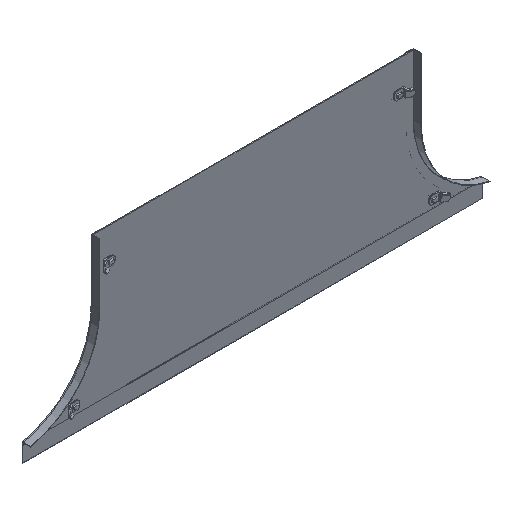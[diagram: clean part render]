
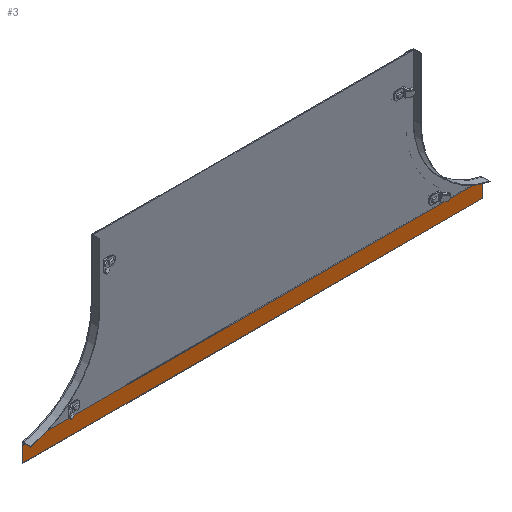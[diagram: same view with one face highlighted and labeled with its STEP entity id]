
A CAD part, isometric view. The second image highlights one B-rep face of the part: STEP entity #3.
In plain terms, the highlighted planar face has unit normal (0, -1, 0).
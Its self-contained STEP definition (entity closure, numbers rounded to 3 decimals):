
#3 = ADVANCED_FACE ( 'NONE', ( #1200 ), #556, .T. ) ;
#10 = CARTESIAN_POINT ( 'NONE',  ( 425., 0., -104.529 ) ) ;
#195 = CARTESIAN_POINT ( 'NONE',  ( 395.5, 0., -254.5 ) ) ;
#204 = DIRECTION ( 'NONE',  ( -1., 0., 0. ) ) ;
#221 = DIRECTION ( 'NONE',  ( 0., 0., -1. ) ) ;
#262 = LINE ( 'NONE', #1839, #894 ) ;
#300 = EDGE_CURVE ( 'NONE', #2050, #2677, #262, .T. ) ;
#315 = CARTESIAN_POINT ( 'NONE',  ( -395.5, 0., -104.529 ) ) ;
#413 = CARTESIAN_POINT ( 'NONE',  ( 395.5, 0., -254.914 ) ) ;
#484 = CARTESIAN_POINT ( 'NONE',  ( 395.5, 0., -282. ) ) ;
#538 = VECTOR ( 'NONE', #2002, 1000. ) ;
#556 = PLANE ( 'NONE',  #1267 ) ;
#655 = CARTESIAN_POINT ( 'NONE',  ( -395.5, 0., -254.5 ) ) ;
#745 = CARTESIAN_POINT ( 'NONE',  ( 395.5, 0., -281.529 ) ) ;
#747 = EDGE_CURVE ( 'NONE', #3068, #3319, #1987, .T. ) ;
#851 = DIRECTION ( 'NONE',  ( 0., -1., 0. ) ) ;
#894 = VECTOR ( 'NONE', #204, 1000. ) ;
#937 = CARTESIAN_POINT ( 'NONE',  ( -395.5, 0., -282. ) ) ;
#1022 = DIRECTION ( 'NONE',  ( 0., 0., 1. ) ) ;
#1200 = FACE_OUTER_BOUND ( 'NONE', #1943, .T. ) ;
#1267 = AXIS2_PLACEMENT_3D ( 'NONE', #10, #851, #2751 ) ;
#1548 = VERTEX_POINT ( 'NONE', #2815 ) ;
#1620 = LINE ( 'NONE', #745, #1706 ) ;
#1678 = VERTEX_POINT ( 'NONE', #484 ) ;
#1706 = VECTOR ( 'NONE', #221, 1000. ) ;
#1727 = CARTESIAN_POINT ( 'NONE',  ( 395.5, 0., -282. ) ) ;
#1785 = EDGE_CURVE ( 'NONE', #3319, #2677, #3262, .T. ) ;
#1809 = ORIENTED_EDGE ( 'NONE', *, *, #2270, .F. ) ;
#1820 = VECTOR ( 'NONE', #1022, 1000. ) ;
#1839 = CARTESIAN_POINT ( 'NONE',  ( 425., 0., -254.5 ) ) ;
#1857 = VECTOR ( 'NONE', #3079, 1000. ) ;
#1920 = ORIENTED_EDGE ( 'NONE', *, *, #1785, .F. ) ;
#1943 = EDGE_LOOP ( 'NONE', ( #2132, #2498, #3379, #1920, #2436, #1809 ) ) ;
#1960 = LINE ( 'NONE', #1727, #2722 ) ;
#1987 = LINE ( 'NONE', #2145, #1820 ) ;
#2002 = DIRECTION ( 'NONE',  ( 0., 0., 1. ) ) ;
#2030 = DIRECTION ( 'NONE',  ( -1., 0., 0. ) ) ;
#2050 = VERTEX_POINT ( 'NONE', #195 ) ;
#2132 = ORIENTED_EDGE ( 'NONE', *, *, #3412, .F. ) ;
#2145 = CARTESIAN_POINT ( 'NONE',  ( -395.5, 0., -281.529 ) ) ;
#2229 = LINE ( 'NONE', #413, #1857 ) ;
#2270 = EDGE_CURVE ( 'NONE', #1678, #3068, #1960, .T. ) ;
#2436 = ORIENTED_EDGE ( 'NONE', *, *, #747, .F. ) ;
#2498 = ORIENTED_EDGE ( 'NONE', *, *, #2700, .T. ) ;
#2677 = VERTEX_POINT ( 'NONE', #655 ) ;
#2700 = EDGE_CURVE ( 'NONE', #1548, #2050, #2229, .T. ) ;
#2722 = VECTOR ( 'NONE', #2030, 1000. ) ;
#2751 = DIRECTION ( 'NONE',  ( 0., 0., -1. ) ) ;
#2815 = CARTESIAN_POINT ( 'NONE',  ( 395.5, 0., -254.914 ) ) ;
#3068 = VERTEX_POINT ( 'NONE', #937 ) ;
#3079 = DIRECTION ( 'NONE',  ( 0., 0., 1. ) ) ;
#3262 = LINE ( 'NONE', #315, #538 ) ;
#3319 = VERTEX_POINT ( 'NONE', #3411 ) ;
#3379 = ORIENTED_EDGE ( 'NONE', *, *, #300, .T. ) ;
#3411 = CARTESIAN_POINT ( 'NONE',  ( -395.5, 0., -254.914 ) ) ;
#3412 = EDGE_CURVE ( 'NONE', #1548, #1678, #1620, .T. ) ;
